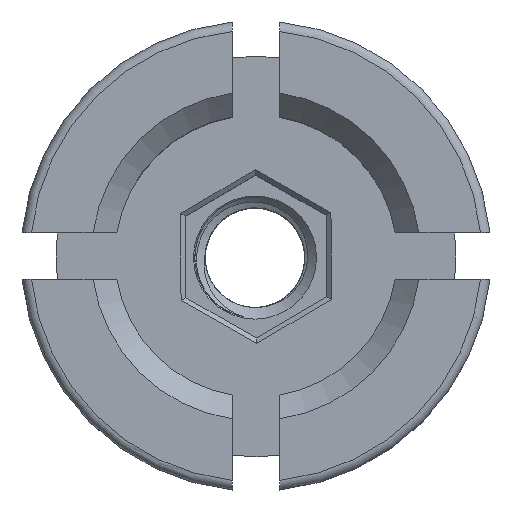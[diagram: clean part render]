
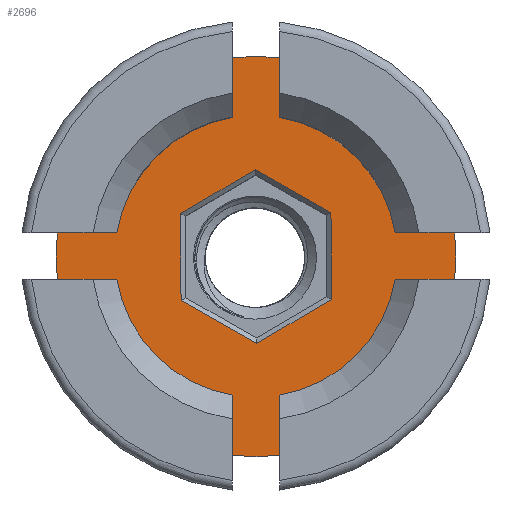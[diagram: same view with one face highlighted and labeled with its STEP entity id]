
A CAD part, top view. The second image highlights one B-rep face of the part: STEP entity #2696.
In plain terms, the highlighted planar face has unit normal (0, 0, 1).
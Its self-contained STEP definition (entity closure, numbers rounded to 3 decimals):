
#22=FACE_BOUND('',#360,.T.);
#61=PLANE('',#2913);
#209=FACE_OUTER_BOUND('',#359,.T.);
#359=EDGE_LOOP('',(#2200,#2201,#2202,#2203,#2204,#2205,#2206,#2207,#2208,
#2209,#2210,#2211,#2212,#2213,#2214,#2215,#2216));
#360=EDGE_LOOP('',(#2217,#2218,#2219,#2220,#2221,#2222));
#426=CIRCLE('',#2868,8.5);
#427=CIRCLE('',#2869,8.5);
#429=CIRCLE('',#2871,8.5);
#430=CIRCLE('',#2872,8.5);
#432=CIRCLE('',#2874,8.5);
#436=CIRCLE('',#2884,6.);
#437=CIRCLE('',#2886,6.);
#439=CIRCLE('',#2889,6.);
#442=CIRCLE('',#2897,6.);
#722=LINE('',#7463,#881);
#727=LINE('',#7515,#886);
#736=LINE('',#7579,#895);
#741=LINE('',#7631,#900);
#747=LINE('',#7675,#906);
#752=LINE('',#7718,#911);
#757=LINE('',#7731,#916);
#762=LINE('',#7745,#921);
#768=LINE('',#8020,#927);
#772=LINE('',#8028,#931);
#775=LINE('',#8034,#934);
#778=LINE('',#8040,#937);
#782=LINE('',#8048,#941);
#785=LINE('',#8052,#944);
#881=VECTOR('',#3211,10.);
#886=VECTOR('',#3224,10.);
#895=VECTOR('',#3249,10.);
#900=VECTOR('',#3262,10.);
#906=VECTOR('',#3288,10.);
#911=VECTOR('',#3309,10.);
#916=VECTOR('',#3316,10.);
#921=VECTOR('',#3323,10.);
#927=VECTOR('',#3407,10.);
#931=VECTOR('',#3413,10.);
#934=VECTOR('',#3418,10.);
#937=VECTOR('',#3423,10.);
#941=VECTOR('',#3429,10.);
#944=VECTOR('',#3434,10.);
#1138=VERTEX_POINT('',#7460);
#1139=VERTEX_POINT('',#7462);
#1148=VERTEX_POINT('',#7512);
#1149=VERTEX_POINT('',#7514);
#1162=VERTEX_POINT('',#7576);
#1163=VERTEX_POINT('',#7578);
#1172=VERTEX_POINT('',#7628);
#1173=VERTEX_POINT('',#7630);
#1180=VERTEX_POINT('',#7672);
#1181=VERTEX_POINT('',#7674);
#1187=VERTEX_POINT('',#7715);
#1188=VERTEX_POINT('',#7717);
#1191=VERTEX_POINT('',#7728);
#1192=VERTEX_POINT('',#7730);
#1196=VERTEX_POINT('',#7742);
#1197=VERTEX_POINT('',#7744);
#1201=VERTEX_POINT('',#7756);
#1205=VERTEX_POINT('',#8018);
#1206=VERTEX_POINT('',#8019);
#1209=VERTEX_POINT('',#8027);
#1211=VERTEX_POINT('',#8033);
#1213=VERTEX_POINT('',#8039);
#1216=VERTEX_POINT('',#8047);
#1480=EDGE_CURVE('',#1138,#1139,#722,.T.);
#1491=EDGE_CURVE('',#1148,#1149,#727,.T.);
#1508=EDGE_CURVE('',#1162,#1163,#736,.T.);
#1519=EDGE_CURVE('',#1172,#1173,#741,.T.);
#1532=EDGE_CURVE('',#1180,#1181,#747,.T.);
#1544=EDGE_CURVE('',#1187,#1188,#752,.T.);
#1550=EDGE_CURVE('',#1191,#1192,#757,.T.);
#1556=EDGE_CURVE('',#1196,#1197,#762,.T.);
#1562=EDGE_CURVE('',#1201,#1180,#426,.T.);
#1563=EDGE_CURVE('',#1163,#1196,#427,.T.);
#1565=EDGE_CURVE('',#1149,#1187,#429,.T.);
#1566=EDGE_CURVE('',#1139,#1191,#430,.T.);
#1568=EDGE_CURVE('',#1173,#1201,#432,.T.);
#1572=EDGE_CURVE('',#1181,#1162,#436,.T.);
#1573=EDGE_CURVE('',#1192,#1172,#437,.T.);
#1575=EDGE_CURVE('',#1197,#1148,#439,.T.);
#1578=EDGE_CURVE('',#1188,#1138,#442,.T.);
#1586=EDGE_CURVE('',#1205,#1206,#768,.T.);
#1590=EDGE_CURVE('',#1206,#1209,#772,.T.);
#1593=EDGE_CURVE('',#1209,#1211,#775,.T.);
#1596=EDGE_CURVE('',#1211,#1213,#778,.T.);
#1600=EDGE_CURVE('',#1213,#1216,#782,.T.);
#1603=EDGE_CURVE('',#1216,#1205,#785,.T.);
#2200=ORIENTED_EDGE('',*,*,#1578,.F.);
#2201=ORIENTED_EDGE('',*,*,#1544,.F.);
#2202=ORIENTED_EDGE('',*,*,#1565,.F.);
#2203=ORIENTED_EDGE('',*,*,#1491,.F.);
#2204=ORIENTED_EDGE('',*,*,#1575,.F.);
#2205=ORIENTED_EDGE('',*,*,#1556,.F.);
#2206=ORIENTED_EDGE('',*,*,#1563,.F.);
#2207=ORIENTED_EDGE('',*,*,#1508,.F.);
#2208=ORIENTED_EDGE('',*,*,#1572,.F.);
#2209=ORIENTED_EDGE('',*,*,#1532,.F.);
#2210=ORIENTED_EDGE('',*,*,#1562,.F.);
#2211=ORIENTED_EDGE('',*,*,#1568,.F.);
#2212=ORIENTED_EDGE('',*,*,#1519,.F.);
#2213=ORIENTED_EDGE('',*,*,#1573,.F.);
#2214=ORIENTED_EDGE('',*,*,#1550,.F.);
#2215=ORIENTED_EDGE('',*,*,#1566,.F.);
#2216=ORIENTED_EDGE('',*,*,#1480,.F.);
#2217=ORIENTED_EDGE('',*,*,#1586,.F.);
#2218=ORIENTED_EDGE('',*,*,#1603,.F.);
#2219=ORIENTED_EDGE('',*,*,#1600,.F.);
#2220=ORIENTED_EDGE('',*,*,#1596,.F.);
#2221=ORIENTED_EDGE('',*,*,#1593,.F.);
#2222=ORIENTED_EDGE('',*,*,#1590,.F.);
#2696=ADVANCED_FACE('',(#209,#22),#61,.F.);
#2868=AXIS2_PLACEMENT_3D('',#7758,#3331,#3332);
#2869=AXIS2_PLACEMENT_3D('',#7759,#3333,#3334);
#2871=AXIS2_PLACEMENT_3D('',#7761,#3337,#3338);
#2872=AXIS2_PLACEMENT_3D('',#7762,#3339,#3340);
#2874=AXIS2_PLACEMENT_3D('',#7764,#3343,#3344);
#2884=AXIS2_PLACEMENT_3D('',#7774,#3363,#3364);
#2886=AXIS2_PLACEMENT_3D('',#7776,#3367,#3368);
#2889=AXIS2_PLACEMENT_3D('',#7779,#3373,#3374);
#2897=AXIS2_PLACEMENT_3D('',#7787,#3389,#3390);
#2913=AXIS2_PLACEMENT_3D('',#8067,#3448,#3449);
#3211=DIRECTION('',(1.,0.,0.));
#3224=DIRECTION('',(0.,1.,0.));
#3249=DIRECTION('',(-1.,0.,0.));
#3262=DIRECTION('',(0.,-1.,0.));
#3288=DIRECTION('',(0.,1.,0.));
#3309=DIRECTION('',(0.,-1.,0.));
#3316=DIRECTION('',(-1.,0.,0.));
#3323=DIRECTION('',(1.,0.,0.));
#3331=DIRECTION('center_axis',(0.,0.,-1.));
#3332=DIRECTION('ref_axis',(0.,1.,0.));
#3333=DIRECTION('center_axis',(0.,0.,-1.));
#3334=DIRECTION('ref_axis',(0.,1.,0.));
#3337=DIRECTION('center_axis',(0.,0.,-1.));
#3338=DIRECTION('ref_axis',(0.,1.,0.));
#3339=DIRECTION('center_axis',(0.,0.,-1.));
#3340=DIRECTION('ref_axis',(0.,1.,0.));
#3343=DIRECTION('center_axis',(0.,0.,-1.));
#3344=DIRECTION('ref_axis',(0.,1.,0.));
#3363=DIRECTION('center_axis',(0.,0.,-1.));
#3364=DIRECTION('ref_axis',(1.,0.,0.));
#3367=DIRECTION('center_axis',(0.,0.,-1.));
#3368=DIRECTION('ref_axis',(1.,0.,0.));
#3373=DIRECTION('center_axis',(0.,0.,-1.));
#3374=DIRECTION('ref_axis',(1.,0.,0.));
#3389=DIRECTION('center_axis',(0.,0.,-1.));
#3390=DIRECTION('ref_axis',(1.,0.,0.));
#3407=DIRECTION('',(-0.863,-0.506,0.));
#3413=DIRECTION('',(0.007,-1.,0.));
#3418=DIRECTION('',(0.869,-0.494,0.));
#3423=DIRECTION('',(0.863,0.506,0.));
#3429=DIRECTION('',(-0.007,1.,0.));
#3434=DIRECTION('',(-0.869,0.494,0.));
#3448=DIRECTION('center_axis',(0.,0.,-1.));
#3449=DIRECTION('ref_axis',(1.,0.,0.));
#7460=CARTESIAN_POINT('',(5.916,1.,71.));
#7462=CARTESIAN_POINT('',(8.441,1.,71.));
#7463=CARTESIAN_POINT('',(11.,1.,71.));
#7512=CARTESIAN_POINT('',(-1.,5.916,71.));
#7514=CARTESIAN_POINT('',(-1.,8.441,71.));
#7515=CARTESIAN_POINT('',(-1.,11.,71.));
#7576=CARTESIAN_POINT('',(-5.916,-1.,71.));
#7578=CARTESIAN_POINT('',(-8.441,-1.,71.));
#7579=CARTESIAN_POINT('',(-11.,-1.,71.));
#7628=CARTESIAN_POINT('',(1.,-5.916,71.));
#7630=CARTESIAN_POINT('',(1.,-8.441,71.));
#7631=CARTESIAN_POINT('',(1.,-11.,71.));
#7672=CARTESIAN_POINT('',(-1.,-8.441,71.));
#7674=CARTESIAN_POINT('',(-1.,-5.916,71.));
#7675=CARTESIAN_POINT('',(-1.,11.,71.));
#7715=CARTESIAN_POINT('',(1.,8.441,71.));
#7717=CARTESIAN_POINT('',(1.,5.916,71.));
#7718=CARTESIAN_POINT('',(1.,-11.,71.));
#7728=CARTESIAN_POINT('',(8.441,-1.,71.));
#7730=CARTESIAN_POINT('',(5.916,-1.,71.));
#7731=CARTESIAN_POINT('',(-11.,-1.,71.));
#7742=CARTESIAN_POINT('',(-8.441,1.,71.));
#7744=CARTESIAN_POINT('',(-5.916,1.,71.));
#7745=CARTESIAN_POINT('',(11.,1.,71.));
#7756=CARTESIAN_POINT('',(0.,-8.5,71.));
#7758=CARTESIAN_POINT('Origin',(0.,0.,71.));
#7759=CARTESIAN_POINT('Origin',(0.,0.,71.));
#7761=CARTESIAN_POINT('Origin',(0.,0.,71.));
#7762=CARTESIAN_POINT('Origin',(0.,0.,71.));
#7764=CARTESIAN_POINT('Origin',(0.,0.,71.));
#7774=CARTESIAN_POINT('Origin',(0.,0.,71.));
#7776=CARTESIAN_POINT('Origin',(0.,0.,71.));
#7779=CARTESIAN_POINT('Origin',(0.,0.,71.));
#7787=CARTESIAN_POINT('Origin',(0.,0.,71.));
#8018=CARTESIAN_POINT('',(-0.024,3.695,71.));
#8019=CARTESIAN_POINT('',(-3.212,1.826,71.));
#8020=CARTESIAN_POINT('',(-2.365,2.323,71.));
#8027=CARTESIAN_POINT('',(-3.188,-1.869,71.));
#8028=CARTESIAN_POINT('',(-3.194,-0.887,71.));
#8033=CARTESIAN_POINT('',(0.024,-3.695,71.));
#8034=CARTESIAN_POINT('',(-0.829,-3.21,71.));
#8039=CARTESIAN_POINT('',(3.212,-1.826,71.));
#8040=CARTESIAN_POINT('',(2.365,-2.323,71.));
#8047=CARTESIAN_POINT('',(3.188,1.869,71.));
#8048=CARTESIAN_POINT('',(3.194,0.887,71.));
#8052=CARTESIAN_POINT('',(0.829,3.21,71.));
#8067=CARTESIAN_POINT('Origin',(0.,0.,71.));
